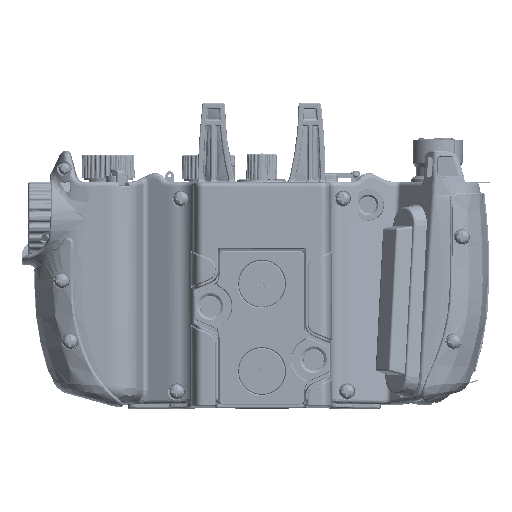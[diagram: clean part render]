
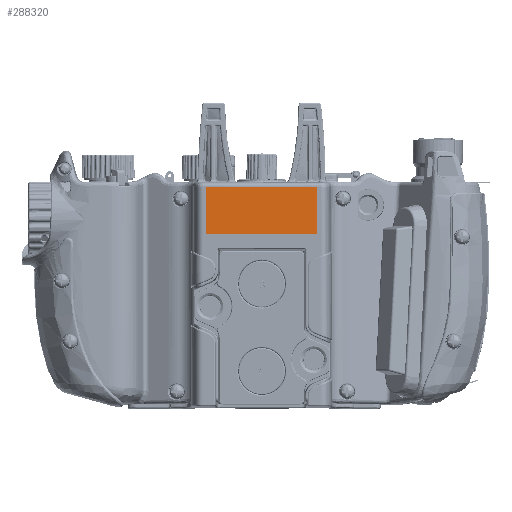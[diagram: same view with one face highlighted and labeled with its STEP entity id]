
A CAD part, top view. The second image highlights one B-rep face of the part: STEP entity #288320.
In plain terms, the highlighted face is planar.
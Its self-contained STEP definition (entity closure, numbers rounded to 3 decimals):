
#3164 = EDGE_CURVE ( 'NONE', #132423, #315284, #137412, .T. ) ;
#7979 = DIRECTION ( 'NONE',  ( -1., 0., 0. ) ) ;
#12948 = ORIENTED_EDGE ( 'NONE', *, *, #3164, .T. ) ;
#21911 = LINE ( 'NONE', #129022, #53946 ) ;
#27235 = VECTOR ( 'NONE', #116343, 1000. ) ;
#27377 = CARTESIAN_POINT ( 'NONE',  ( -32.64, 3.715, 200.894 ) ) ;
#30266 = CARTESIAN_POINT ( 'NONE',  ( -58.592, 46.205, 200.894 ) ) ;
#30427 = VERTEX_POINT ( 'NONE', #69143 ) ;
#30855 = EDGE_LOOP ( 'NONE', ( #12948, #205215, #302839, #280063, #245597, #171148, #192672, #104066 ) ) ;
#39484 = VERTEX_POINT ( 'NONE', #53571 ) ;
#44648 = DIRECTION ( 'NONE',  ( 0., 0., -1. ) ) ;
#49273 = EDGE_CURVE ( 'NONE', #239536, #106617, #151572, .T. ) ;
#51714 = CARTESIAN_POINT ( 'NONE',  ( -58.54, 24.315, 200.894 ) ) ;
#53571 = CARTESIAN_POINT ( 'NONE',  ( -6.74, 24.215, 200.894 ) ) ;
#53946 = VECTOR ( 'NONE', #79864, 1000. ) ;
#64050 = VECTOR ( 'NONE', #7979, 1000. ) ;
#67807 = VERTEX_POINT ( 'NONE', #250086 ) ;
#69143 = CARTESIAN_POINT ( 'NONE',  ( -58.54, 46.215, 200.894 ) ) ;
#76368 = DIRECTION ( 'NONE',  ( -1., 0., 0. ) ) ;
#79864 = DIRECTION ( 'NONE',  ( 0., 1., 0. ) ) ;
#84730 = CARTESIAN_POINT ( 'NONE',  ( -58.64, 46.142, 200.894 ) ) ;
#104066 = ORIENTED_EDGE ( 'NONE', *, *, #173955, .T. ) ;
#106166 = DIRECTION ( 'NONE',  ( 0., 0., -1. ) ) ;
#106517 = B_SPLINE_CURVE_WITH_KNOTS ( 'NONE', 3,
 ( #323428, #84730, #219809, #30266, #326854, #274128 ),
 .UNSPECIFIED., .F., .F.,
 ( 4, 2, 4 ),
 ( 0., 0.5, 1. ),
 .UNSPECIFIED. ) ;
#106617 = VERTEX_POINT ( 'NONE', #157301 ) ;
#106976 = CIRCLE ( 'NONE', #291797, 0.1 ) ;
#109898 = PLANE ( 'NONE',  #325975 ) ;
#111625 = FACE_OUTER_BOUND ( 'NONE', #30855, .T. ) ;
#116343 = DIRECTION ( 'NONE',  ( 1., 0., 0. ) ) ;
#123524 = EDGE_CURVE ( 'NONE', #67807, #30427, #106517, .T. ) ;
#125197 = EDGE_CURVE ( 'NONE', #30427, #198930, #284642, .T. ) ;
#129022 = CARTESIAN_POINT ( 'NONE',  ( -58.64, 24.315, 200.894 ) ) ;
#129231 = CARTESIAN_POINT ( 'NONE',  ( -6.74, 46.215, 200.894 ) ) ;
#132423 = VERTEX_POINT ( 'NONE', #304922 ) ;
#137412 = CIRCLE ( 'NONE', #333539, 0.1 ) ;
#142771 = CARTESIAN_POINT ( 'NONE',  ( -58.54, 46.215, 200.894 ) ) ;
#143372 = VECTOR ( 'NONE', #204202, 1000. ) ;
#144849 = CARTESIAN_POINT ( 'NONE',  ( -6.64, 46.115, 200.894 ) ) ;
#145924 = CARTESIAN_POINT ( 'NONE',  ( -58.64, 24.315, 200.894 ) ) ;
#151572 = LINE ( 'NONE', #335810, #143372 ) ;
#151819 = DIRECTION ( 'NONE',  ( -1., 0., 0. ) ) ;
#157301 = CARTESIAN_POINT ( 'NONE',  ( -6.64, 24.315, 200.894 ) ) ;
#166977 = EDGE_CURVE ( 'NONE', #198930, #239536, #106976, .T. ) ;
#171148 = ORIENTED_EDGE ( 'NONE', *, *, #49273, .T. ) ;
#173955 = EDGE_CURVE ( 'NONE', #39484, #132423, #278294, .T. ) ;
#192672 = ORIENTED_EDGE ( 'NONE', *, *, #299838, .T. ) ;
#198930 = VERTEX_POINT ( 'NONE', #129231 ) ;
#204202 = DIRECTION ( 'NONE',  ( 0., -1., 0. ) ) ;
#205215 = ORIENTED_EDGE ( 'NONE', *, *, #222001, .T. ) ;
#219809 = CARTESIAN_POINT ( 'NONE',  ( -58.63, 46.166, 200.894 ) ) ;
#222001 = EDGE_CURVE ( 'NONE', #315284, #67807, #21911, .T. ) ;
#239536 = VERTEX_POINT ( 'NONE', #144849 ) ;
#245597 = ORIENTED_EDGE ( 'NONE', *, *, #166977, .T. ) ;
#250086 = CARTESIAN_POINT ( 'NONE',  ( -58.64, 46.115, 200.894 ) ) ;
#267840 = DIRECTION ( 'NONE',  ( 0., 0., -1. ) ) ;
#274128 = CARTESIAN_POINT ( 'NONE',  ( -58.54, 46.215, 200.894 ) ) ;
#278294 = LINE ( 'NONE', #301192, #64050 ) ;
#280063 = ORIENTED_EDGE ( 'NONE', *, *, #125197, .T. ) ;
#284497 = CIRCLE ( 'NONE', #295777, 0.1 ) ;
#284642 = LINE ( 'NONE', #142771, #27235 ) ;
#286817 = CARTESIAN_POINT ( 'NONE',  ( -6.74, 46.115, 200.894 ) ) ;
#288320 = ADVANCED_FACE ( 'NONE', ( #111625 ), #109898, .T. ) ;
#291797 = AXIS2_PLACEMENT_3D ( 'NONE', #286817, #44648, #151819 ) ;
#292450 = DIRECTION ( 'NONE',  ( -1., 0., 0. ) ) ;
#295777 = AXIS2_PLACEMENT_3D ( 'NONE', #346892, #267840, #341736 ) ;
#295873 = DIRECTION ( 'NONE',  ( 0., 0., -1. ) ) ;
#299838 = EDGE_CURVE ( 'NONE', #106617, #39484, #284497, .T. ) ;
#301192 = CARTESIAN_POINT ( 'NONE',  ( -6.74, 24.215, 200.894 ) ) ;
#302839 = ORIENTED_EDGE ( 'NONE', *, *, #123524, .T. ) ;
#304922 = CARTESIAN_POINT ( 'NONE',  ( -58.54, 24.215, 200.894 ) ) ;
#315284 = VERTEX_POINT ( 'NONE', #145924 ) ;
#323428 = CARTESIAN_POINT ( 'NONE',  ( -58.64, 46.115, 200.894 ) ) ;
#325975 = AXIS2_PLACEMENT_3D ( 'NONE', #27377, #295873, #292450 ) ;
#326854 = CARTESIAN_POINT ( 'NONE',  ( -58.568, 46.215, 200.894 ) ) ;
#333539 = AXIS2_PLACEMENT_3D ( 'NONE', #51714, #106166, #76368 ) ;
#335810 = CARTESIAN_POINT ( 'NONE',  ( -6.64, 46.115, 200.894 ) ) ;
#341736 = DIRECTION ( 'NONE',  ( -1., 0., 0. ) ) ;
#346892 = CARTESIAN_POINT ( 'NONE',  ( -6.74, 24.315, 200.894 ) ) ;
